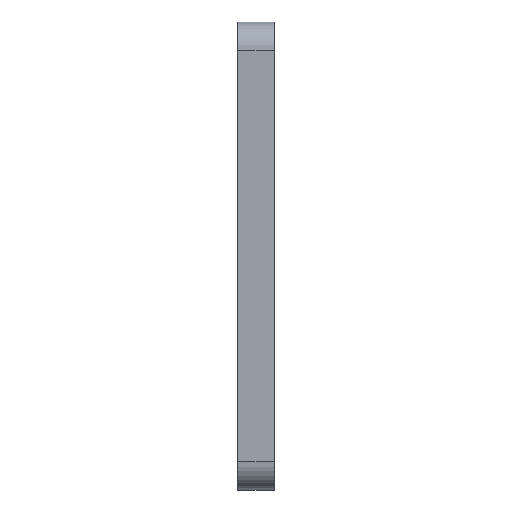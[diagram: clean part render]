
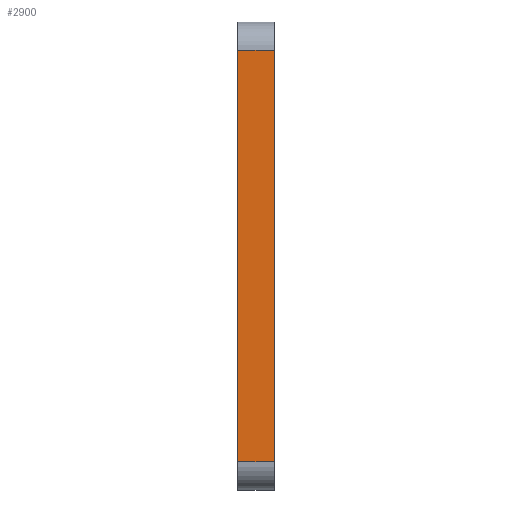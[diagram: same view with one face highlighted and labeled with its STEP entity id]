
A CAD part, left-side view. The second image highlights one B-rep face of the part: STEP entity #2900.
In plain terms, the highlighted planar face has unit normal (-1, 0, 0).
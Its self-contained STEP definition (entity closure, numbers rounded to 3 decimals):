
#74 = VERTEX_POINT ( 'NONE', #2816 ) ;
#112 = CARTESIAN_POINT ( 'NONE',  ( -38.575, 6., 33.94 ) ) ;
#193 = CARTESIAN_POINT ( 'NONE',  ( -38.575, 6., 33.94 ) ) ;
#287 = EDGE_CURVE ( 'NONE', #74, #2906, #984, .T. ) ;
#303 = VECTOR ( 'NONE', #2467, 1000. ) ;
#331 = CARTESIAN_POINT ( 'NONE',  ( -38.575, 6., 33.94 ) ) ;
#337 = CARTESIAN_POINT ( 'NONE',  ( -38.575, 6., -33.94 ) ) ;
#347 = DIRECTION ( 'NONE',  ( 0., -1., 0. ) ) ;
#390 = DIRECTION ( 'NONE',  ( 0., 0., 1. ) ) ;
#423 = VECTOR ( 'NONE', #3257, 1000. ) ;
#496 = EDGE_CURVE ( 'NONE', #2906, #2809, #3147, .T. ) ;
#661 = CARTESIAN_POINT ( 'NONE',  ( -38.575, 0., 33.94 ) ) ;
#668 = VERTEX_POINT ( 'NONE', #1786 ) ;
#984 = LINE ( 'NONE', #337, #2860 ) ;
#1043 = ORIENTED_EDGE ( 'NONE', *, *, #3129, .F. ) ;
#1104 = ORIENTED_EDGE ( 'NONE', *, *, #496, .T. ) ;
#1255 = EDGE_LOOP ( 'NONE', ( #1104, #2518, #1043, #3198 ) ) ;
#1498 = PLANE ( 'NONE',  #1815 ) ;
#1649 = LINE ( 'NONE', #331, #303 ) ;
#1671 = FACE_OUTER_BOUND ( 'NONE', #1255, .T. ) ;
#1734 = DIRECTION ( 'NONE',  ( 0., 0., -1. ) ) ;
#1786 = CARTESIAN_POINT ( 'NONE',  ( -38.575, 6., 33.94 ) ) ;
#1804 = CARTESIAN_POINT ( 'NONE',  ( -38.575, 0., 33.94 ) ) ;
#1815 = AXIS2_PLACEMENT_3D ( 'NONE', #193, #3197, #1734 ) ;
#1907 = EDGE_CURVE ( 'NONE', #668, #2809, #1649, .T. ) ;
#1977 = CARTESIAN_POINT ( 'NONE',  ( -38.575, 0., -33.94 ) ) ;
#2349 = VECTOR ( 'NONE', #390, 1000. ) ;
#2467 = DIRECTION ( 'NONE',  ( 0., -1., 0. ) ) ;
#2518 = ORIENTED_EDGE ( 'NONE', *, *, #1907, .F. ) ;
#2809 = VERTEX_POINT ( 'NONE', #661 ) ;
#2816 = CARTESIAN_POINT ( 'NONE',  ( -38.575, 6., -33.94 ) ) ;
#2860 = VECTOR ( 'NONE', #347, 1000. ) ;
#2900 = ADVANCED_FACE ( 'NONE', ( #1671 ), #1498, .F. ) ;
#2906 = VERTEX_POINT ( 'NONE', #1977 ) ;
#3001 = LINE ( 'NONE', #112, #2349 ) ;
#3129 = EDGE_CURVE ( 'NONE', #74, #668, #3001, .T. ) ;
#3147 = LINE ( 'NONE', #1804, #423 ) ;
#3197 = DIRECTION ( 'NONE',  ( 1., 0., 0. ) ) ;
#3198 = ORIENTED_EDGE ( 'NONE', *, *, #287, .T. ) ;
#3257 = DIRECTION ( 'NONE',  ( 0., 0., 1. ) ) ;
